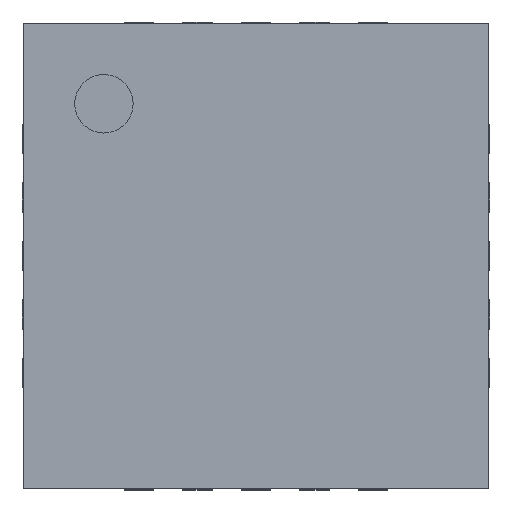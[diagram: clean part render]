
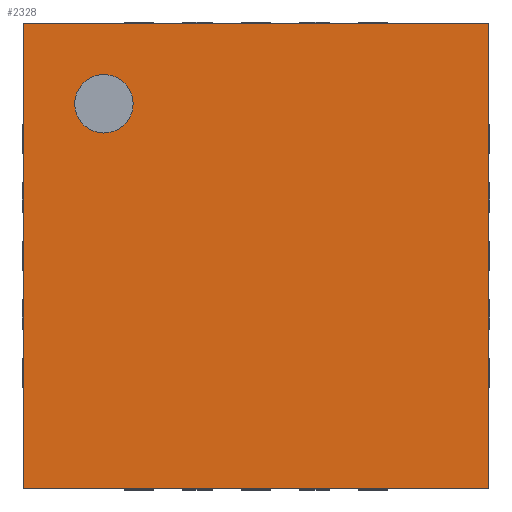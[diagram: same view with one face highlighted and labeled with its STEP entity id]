
A CAD part, top view. The second image highlights one B-rep face of the part: STEP entity #2328.
In plain terms, the highlighted planar face has unit normal (0, 0, 1).
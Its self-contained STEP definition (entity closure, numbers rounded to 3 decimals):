
#12=DIRECTION('',(0.,0.,1.));
#95=DIRECTION('',(0.,0.,-1.));
#152=VECTOR('',#153,1.);
#153=DIRECTION('',(1.,0.,0.));
#159=VECTOR('',#160,1.);
#160=DIRECTION('',(0.,-1.,0.));
#669=VERTEX_POINT('',#670);
#670=CARTESIAN_POINT('',(-1.99,1.99,0.62));
#672=ORIENTED_EDGE('',*,*,#673,.T.);
#673=EDGE_CURVE('',#669,#674,#676,.T.);
#674=VERTEX_POINT('',#675);
#675=CARTESIAN_POINT('',(-1.99,-1.99,0.62));
#676=LINE('',#670,#159);
#769=ORIENTED_EDGE('',*,*,#770,.F.);
#770=EDGE_CURVE('',#669,#771,#773,.T.);
#771=VERTEX_POINT('',#772);
#772=CARTESIAN_POINT('',(1.99,1.99,0.62));
#773=LINE('',#670,#152);
#1449=EDGE_CURVE('',#771,#1450,#1452,.T.);
#1450=VERTEX_POINT('',#1451);
#1451=CARTESIAN_POINT('',(1.99,-1.99,0.62));
#1452=LINE('',#772,#159);
#1542=EDGE_CURVE('',#674,#1450,#1543,.T.);
#1543=LINE('',#675,#152);
#2328=ADVANCED_FACE('',(#2329,#2333),#2342,.T.);
#2329=FACE_BOUND('',#2330,.T.);
#2330=EDGE_LOOP('',(#769,#672,#2331,#2332));
#2331=ORIENTED_EDGE('',*,*,#1542,.T.);
#2332=ORIENTED_EDGE('',*,*,#1449,.F.);
#2333=FACE_BOUND('',#2334,.T.);
#2334=EDGE_LOOP('',(#2335));
#2335=ORIENTED_EDGE('',*,*,#2336,.T.);
#2336=EDGE_CURVE('',#2337,#2337,#2339,.T.);
#2337=VERTEX_POINT('',#2338);
#2338=CARTESIAN_POINT('',(-1.3,1.05,0.62));
#2339=CIRCLE('',#2340,0.25);
#2340=AXIS2_PLACEMENT_3D('',#2341,#95,#160);
#2341=CARTESIAN_POINT('',(-1.3,1.3,0.62));
#2342=PLANE('',#2343);
#2343=AXIS2_PLACEMENT_3D('',#670,#12,#160);
